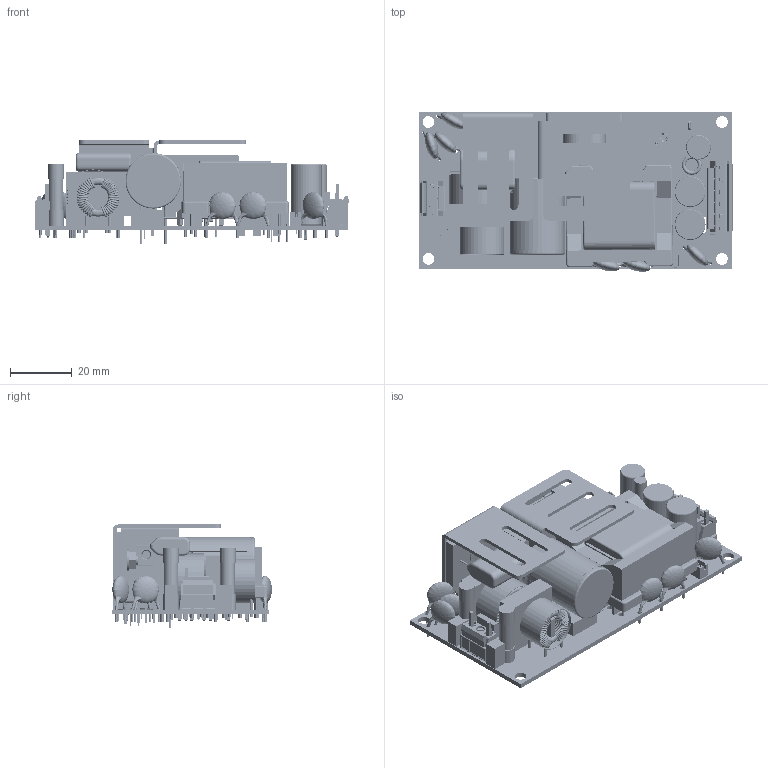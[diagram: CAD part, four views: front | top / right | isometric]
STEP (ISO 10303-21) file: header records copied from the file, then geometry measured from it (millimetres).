
FILE_DESCRIPTION((''),'2;1');
FILE_NAME('ASM201_OPEN_ASM','2021-08-12T09:38:30',('FolsomT'),(''),'CREO PARAMETRIC BY PTC INC, 2017380','CREO PARAMETRIC BY PTC INC, 2017380','');
FILE_SCHEMA(('CONFIG_CONTROL_DESIGN'));
Length unit declared in the file: inch
Products named in the file (53): T100113572-LF_PCB; T100113572-LF_REV_P3_0816; PF561M016F110P; IHLP1212BZER3R3M11; 227DW322E-1P; 229REF022P_5X11; T100110826-LF_PCB; ATQ-2514; ATQ25_16_2F; T100113569-LF_ASM; SW-29D; SW-29D-1; P4EFD29_7; T100113570-LF_ASM; R46KI32200002K; T12_7X8X7_CORE; T100113566-LF_TAPE; T100113566-LF_WIRE; T100113566-LF_SPACER_FR4; T100113566-LF_INDUCTOR_ASM; T16X9X8_CORE; T100113567-LF_TAPE; T100113567-LF_WIRE; T100113567-LF_SPACER_FR4; T100113567-LF_INDUCTOR_ASM; 228AQ510KP; KM101M420K250A00HL; C-640445-6-AL-3D; C-641937-1-N-3D; R76PI2180DQ00J; B2B-ZR; FUSE_40014000000; LABEL; IPA60R120P7XKSA1_TO-220_3; T100113571_HEATSINK_ASM201; SUPPORT; T100113571_HEATSINK_ASM201_ASM; GBU8J-E3_45; SCREW_FLAT_M3X16; NUT_M3D125A_3 ...
Assembly tree (137 placements, depth 3):
  ASM201_OPEN_ASM
    T100113572-LF_PCB
    T100113572-LF_REV_P3_0816
    PF561M016F110P  x2
    IHLP1212BZER3R3M11
    227DW322E-1P  x6
    229REF022P_5X11
    T100110826-LF_PCB
    T100113569-LF_ASM
      ATQ-2514
      ATQ25_16_2F  x2
    T100113570-LF_ASM
      SW-29D
      SW-29D-1
      P4EFD29_7  x2
    R46KI32200002K  x2
    T100113566-LF_INDUCTOR_ASM
      T12_7X8X7_CORE
      T100113566-LF_TAPE
      T100113566-LF_WIRE  x38
      T100113566-LF_SPACER_FR4
    T100113567-LF_INDUCTOR_ASM
      T16X9X8_CORE
      T100113567-LF_TAPE
      T100113567-LF_WIRE  x38
      T100113567-LF_SPACER_FR4
    228AQ510KP
    KM101M420K250A00HL
    C-640445-6-AL-3D
    C-641937-1-N-3D
    R76PI2180DQ00J
    B2B-ZR
    FUSE_40014000000  x2
    LABEL
    IPA60R120P7XKSA1_TO-220_3
    T100113571_HEATSINK_ASM201_ASM
      T100113571_HEATSINK_ASM201
      SUPPORT
    GBU8J-E3_45
    SCREW_FLAT_M3X16
    M3_NUT_KIT_ASM
      NUT_M3D125A_3
      WASH_FLAT_M3D125A_3
    T100113568-LF_INDUCTOR
    1211_Q_F_TERMINAL
    3362P-1-101LF
    5X20_FUSE  x2
    CON-3_96-JST-P3-1
    CON-3_96-JST-P6
    PXC_1727023_02_MKDS-1-3-3-81_3D
    PXC_1727052_02_MKDS-1-6-3-81_3D
    CON-3_96-JST-P4
    PXC_1727036_02_MKDS-1-4-3-81_3D
Bounding box: 102.15 x 51.81 x 33.44 mm (x, y, z)
Volume: 60172.9 mm3; surface area: 67327.8 mm2
Topology: 138 solids, 139 shells, 4410 faces, 10616 edges, 6450 vertices
Faces by surface type: plane 1985, cylinder 1484, torus 733, bspline 92, sphere 68, cone 36, revolution 12
Entity records: 96780 total; most frequent: CARTESIAN_POINT 20165, DIRECTION 15981, ORIENTED_EDGE 15422, EDGE_CURVE 7713, VECTOR 5531, LINE 5531, AXIS2_PLACEMENT_3D 5224, VERTEX_POINT 4960
